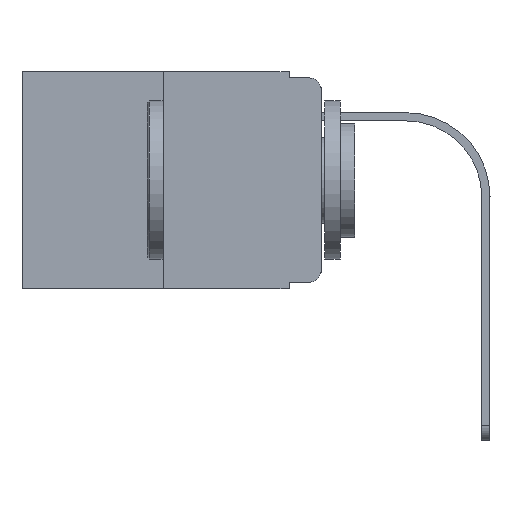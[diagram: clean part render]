
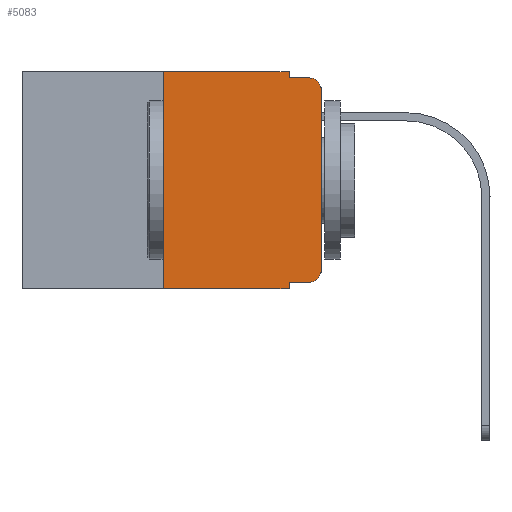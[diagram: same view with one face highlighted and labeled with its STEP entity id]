
A CAD part, left-side view. The second image highlights one B-rep face of the part: STEP entity #5083.
In plain terms, the highlighted planar face has unit normal (-1, 0, 0).
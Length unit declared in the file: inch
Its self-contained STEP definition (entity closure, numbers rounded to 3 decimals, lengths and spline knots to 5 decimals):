
#587 = LINE ( 'NONE', #3315, #8729 ) ;
#602 = VERTEX_POINT ( 'NONE', #10977 ) ;
#807 = LINE ( 'NONE', #6084, #9152 ) ;
#906 = VERTEX_POINT ( 'NONE', #8413 ) ;
#1004 = ORIENTED_EDGE ( 'NONE', *, *, #17085, .T. ) ;
#1068 = VERTEX_POINT ( 'NONE', #4620 ) ;
#1413 = DIRECTION ( 'NONE',  ( -1., 0., 0. ) ) ;
#2235 = LINE ( 'NONE', #11907, #8521 ) ;
#2313 = VECTOR ( 'NONE', #8760, 39.37008 ) ;
#2344 = DIRECTION ( 'NONE',  ( 0., 0., 1. ) ) ;
#2415 = VERTEX_POINT ( 'NONE', #4624 ) ;
#2469 = ORIENTED_EDGE ( 'NONE', *, *, #10490, .F. ) ;
#2487 = LINE ( 'NONE', #14637, #2883 ) ;
#2883 = VECTOR ( 'NONE', #6539, 39.37008 ) ;
#3315 = CARTESIAN_POINT ( 'NONE',  ( 0., 0.25, 0. ) ) ;
#4618 = VERTEX_POINT ( 'NONE', #8257 ) ;
#4620 = CARTESIAN_POINT ( 'NONE',  ( 0., 0., -0.313 ) ) ;
#4624 = CARTESIAN_POINT ( 'NONE',  ( 0., 0.25, 0. ) ) ;
#4867 = VECTOR ( 'NONE', #12260, 39.37008 ) ;
#5047 = VECTOR ( 'NONE', #2344, 39.37008 ) ;
#5083 = ADVANCED_FACE ( 'NONE', ( #9985 ), #7225, .F. ) ;
#5290 = DIRECTION ( 'NONE',  ( -1., 0., 0. ) ) ;
#5829 = ORIENTED_EDGE ( 'NONE', *, *, #6737, .T. ) ;
#5947 = DIRECTION ( 'NONE',  ( 0., 0., 1. ) ) ;
#6084 = CARTESIAN_POINT ( 'NONE',  ( 0., 0.051, 0. ) ) ;
#6454 = CARTESIAN_POINT ( 'NONE',  ( 0., 0.02, -0.333 ) ) ;
#6517 = CARTESIAN_POINT ( 'NONE',  ( 0., 0.051, -0.343 ) ) ;
#6539 = DIRECTION ( 'NONE',  ( 0., -1., 0. ) ) ;
#6657 = VERTEX_POINT ( 'NONE', #15702 ) ;
#6733 = AXIS2_PLACEMENT_3D ( 'NONE', #7043, #6883, #12514 ) ;
#6737 = EDGE_CURVE ( 'NONE', #7646, #906, #13244, .T. ) ;
#6753 = VECTOR ( 'NONE', #13397, 39.37008 ) ;
#6791 = DIRECTION ( 'NONE',  ( 0., 0., -1. ) ) ;
#6845 = CIRCLE ( 'NONE', #7121, 0.02 ) ;
#6883 = DIRECTION ( 'NONE',  ( 1., 0., 0. ) ) ;
#7043 = CARTESIAN_POINT ( 'NONE',  ( 0., 0.473, 0. ) ) ;
#7121 = AXIS2_PLACEMENT_3D ( 'NONE', #16028, #1413, #9440 ) ;
#7225 = PLANE ( 'NONE',  #6733 ) ;
#7646 = VERTEX_POINT ( 'NONE', #7881 ) ;
#7881 = CARTESIAN_POINT ( 'NONE',  ( 0., 0., -0.03 ) ) ;
#7936 = EDGE_CURVE ( 'NONE', #6657, #16139, #2487, .T. ) ;
#7966 = EDGE_CURVE ( 'NONE', #602, #8451, #2235, .T. ) ;
#8002 = ORIENTED_EDGE ( 'NONE', *, *, #8693, .F. ) ;
#8216 = ORIENTED_EDGE ( 'NONE', *, *, #13120, .T. ) ;
#8257 = CARTESIAN_POINT ( 'NONE',  ( 0., 0.051, 0. ) ) ;
#8360 = ORIENTED_EDGE ( 'NONE', *, *, #13612, .F. ) ;
#8413 = CARTESIAN_POINT ( 'NONE',  ( 0., 0.02, -0.01 ) ) ;
#8451 = VERTEX_POINT ( 'NONE', #6517 ) ;
#8521 = VECTOR ( 'NONE', #13223, 39.37008 ) ;
#8693 = EDGE_CURVE ( 'NONE', #2415, #4618, #15264, .T. ) ;
#8729 = VECTOR ( 'NONE', #5947, 39.37008 ) ;
#8760 = DIRECTION ( 'NONE',  ( 0., -1., 0. ) ) ;
#8840 = ORIENTED_EDGE ( 'NONE', *, *, #7966, .T. ) ;
#9130 = EDGE_LOOP ( 'NONE', ( #8216, #5829, #13099, #8360, #8002, #13761, #8840, #2469, #9239, #1004 ) ) ;
#9152 = VECTOR ( 'NONE', #15514, 39.37008 ) ;
#9239 = ORIENTED_EDGE ( 'NONE', *, *, #7936, .T. ) ;
#9440 = DIRECTION ( 'NONE',  ( 0., 0., -1. ) ) ;
#9643 = CARTESIAN_POINT ( 'NONE',  ( 0., 0.473, 0. ) ) ;
#9985 = FACE_OUTER_BOUND ( 'NONE', #9130, .T. ) ;
#10490 = EDGE_CURVE ( 'NONE', #6657, #8451, #807, .T. ) ;
#10977 = CARTESIAN_POINT ( 'NONE',  ( 0., 0.25, -0.343 ) ) ;
#11299 = EDGE_CURVE ( 'NONE', #602, #2415, #587, .T. ) ;
#11722 = LINE ( 'NONE', #15442, #2313 ) ;
#11907 = CARTESIAN_POINT ( 'NONE',  ( 0., 0.473, -0.343 ) ) ;
#12260 = DIRECTION ( 'NONE',  ( 0., -1., 0. ) ) ;
#12514 = DIRECTION ( 'NONE',  ( 0., 0., -1. ) ) ;
#13099 = ORIENTED_EDGE ( 'NONE', *, *, #15351, .F. ) ;
#13120 = EDGE_CURVE ( 'NONE', #1068, #7646, #14162, .T. ) ;
#13128 = VERTEX_POINT ( 'NONE', #14244 ) ;
#13223 = DIRECTION ( 'NONE',  ( 0., -1., 0. ) ) ;
#13244 = CIRCLE ( 'NONE', #16062, 0.02 ) ;
#13397 = DIRECTION ( 'NONE',  ( 0., 0., -1. ) ) ;
#13404 = CARTESIAN_POINT ( 'NONE',  ( 0., 0.02, -0.03 ) ) ;
#13612 = EDGE_CURVE ( 'NONE', #4618, #13128, #15778, .T. ) ;
#13761 = ORIENTED_EDGE ( 'NONE', *, *, #11299, .F. ) ;
#14162 = LINE ( 'NONE', #14406, #5047 ) ;
#14244 = CARTESIAN_POINT ( 'NONE',  ( 0., 0.051, -0.01 ) ) ;
#14406 = CARTESIAN_POINT ( 'NONE',  ( 0., 0., 0. ) ) ;
#14637 = CARTESIAN_POINT ( 'NONE',  ( 0., 0.051, -0.333 ) ) ;
#15264 = LINE ( 'NONE', #9643, #4867 ) ;
#15351 = EDGE_CURVE ( 'NONE', #13128, #906, #11722, .T. ) ;
#15442 = CARTESIAN_POINT ( 'NONE',  ( 0., 0.051, -0.01 ) ) ;
#15514 = DIRECTION ( 'NONE',  ( 0., 0., -1. ) ) ;
#15702 = CARTESIAN_POINT ( 'NONE',  ( 0., 0.051, -0.333 ) ) ;
#15778 = LINE ( 'NONE', #16043, #6753 ) ;
#16028 = CARTESIAN_POINT ( 'NONE',  ( 0., 0.02, -0.313 ) ) ;
#16043 = CARTESIAN_POINT ( 'NONE',  ( 0., 0.051, 0. ) ) ;
#16062 = AXIS2_PLACEMENT_3D ( 'NONE', #13404, #5290, #6791 ) ;
#16139 = VERTEX_POINT ( 'NONE', #6454 ) ;
#17085 = EDGE_CURVE ( 'NONE', #16139, #1068, #6845, .T. ) ;
